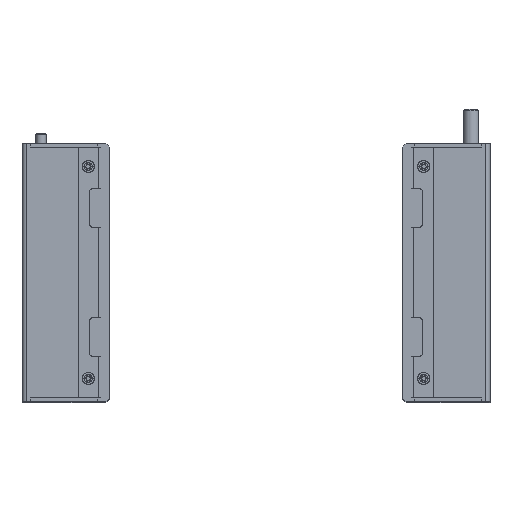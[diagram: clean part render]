
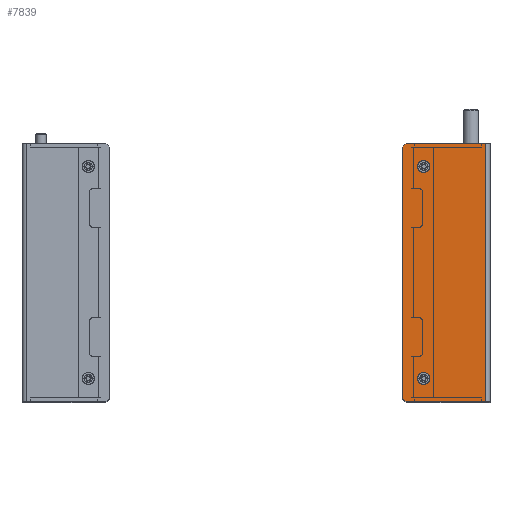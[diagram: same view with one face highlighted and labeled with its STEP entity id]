
A CAD part, top view. The second image highlights one B-rep face of the part: STEP entity #7839.
In plain terms, the highlighted planar face has unit normal (0, 0, 1).
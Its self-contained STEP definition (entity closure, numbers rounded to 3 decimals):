
#271 = AXIS2_PLACEMENT_3D ( 'NONE', #9240, #1743, #5425 ) ;
#298 = VECTOR ( 'NONE', #3750, 1000. ) ;
#469 = AXIS2_PLACEMENT_3D ( 'NONE', #5887, #7563, #7677 ) ;
#728 = EDGE_CURVE ( 'NONE', #5603, #9265, #7130, .T. ) ;
#1028 = CARTESIAN_POINT ( 'NONE',  ( -34., 100., 34. ) ) ;
#1389 = DIRECTION ( 'NONE',  ( -1., 0., 0. ) ) ;
#1406 = CIRCLE ( 'NONE', #7842, 4.5 ) ;
#1447 = CARTESIAN_POINT ( 'NONE',  ( -21.85, 82., 34. ) ) ;
#1483 = CARTESIAN_POINT ( 'NONE',  ( -12.85, -82., 34. ) ) ;
#1680 = VECTOR ( 'NONE', #4758, 1000. ) ;
#1743 = DIRECTION ( 'NONE',  ( 0., 0., -1. ) ) ;
#1764 = DIRECTION ( 'NONE',  ( 0., 0., -1. ) ) ;
#1894 = AXIS2_PLACEMENT_3D ( 'NONE', #1028, #11262, #2059 ) ;
#1998 = CARTESIAN_POINT ( 'NONE',  ( 30.6, 100., 34. ) ) ;
#2012 = ORIENTED_EDGE ( 'NONE', *, *, #2674, .T. ) ;
#2059 = DIRECTION ( 'NONE',  ( -1., 0., 0. ) ) ;
#2631 = DIRECTION ( 'NONE',  ( 1., 0., 0. ) ) ;
#2674 = EDGE_CURVE ( 'NONE', #7025, #8042, #7532, .T. ) ;
#3122 = EDGE_CURVE ( 'NONE', #10483, #9192, #6636, .T. ) ;
#3398 = CARTESIAN_POINT ( 'NONE',  ( -21.85, -82., 34. ) ) ;
#3411 = ORIENTED_EDGE ( 'NONE', *, *, #728, .T. ) ;
#3441 = LINE ( 'NONE', #1998, #8339 ) ;
#3566 = DIRECTION ( 'NONE',  ( -1., 0., 0. ) ) ;
#3750 = DIRECTION ( 'NONE',  ( -0.707, -0.707, 0. ) ) ;
#3919 = LINE ( 'NONE', #5349, #5644 ) ;
#3949 = ORIENTED_EDGE ( 'NONE', *, *, #6577, .T. ) ;
#4119 = LINE ( 'NONE', #4871, #1680 ) ;
#4190 = CIRCLE ( 'NONE', #6329, 4.5 ) ;
#4298 = CARTESIAN_POINT ( 'NONE',  ( -34., 100., 34. ) ) ;
#4492 = VECTOR ( 'NONE', #2631, 1000. ) ;
#4738 = VERTEX_POINT ( 'NONE', #5929 ) ;
#4758 = DIRECTION ( 'NONE',  ( 1., 0., 0. ) ) ;
#4871 = CARTESIAN_POINT ( 'NONE',  ( -34., 100., 34. ) ) ;
#4904 = ORIENTED_EDGE ( 'NONE', *, *, #9008, .F. ) ;
#5074 = ORIENTED_EDGE ( 'NONE', *, *, #3122, .T. ) ;
#5152 = FACE_OUTER_BOUND ( 'NONE', #10962, .T. ) ;
#5243 = EDGE_LOOP ( 'NONE', ( #3949, #6571 ) ) ;
#5349 = CARTESIAN_POINT ( 'NONE',  ( -31., -100., 34. ) ) ;
#5425 = DIRECTION ( 'NONE',  ( -1., 0., 0. ) ) ;
#5603 = VERTEX_POINT ( 'NONE', #1483 ) ;
#5644 = VECTOR ( 'NONE', #10990, 1000. ) ;
#5744 = ORIENTED_EDGE ( 'NONE', *, *, #7116, .F. ) ;
#5887 = CARTESIAN_POINT ( 'NONE',  ( -17.35, 82., 34. ) ) ;
#5929 = CARTESIAN_POINT ( 'NONE',  ( 30.6, 100., 34. ) ) ;
#6016 = EDGE_CURVE ( 'NONE', #7433, #6117, #4190, .T. ) ;
#6117 = VERTEX_POINT ( 'NONE', #6221 ) ;
#6221 = CARTESIAN_POINT ( 'NONE',  ( -12.85, 82., 34. ) ) ;
#6329 = AXIS2_PLACEMENT_3D ( 'NONE', #9636, #10487, #1389 ) ;
#6342 = CARTESIAN_POINT ( 'NONE',  ( -34., -100., 34. ) ) ;
#6571 = ORIENTED_EDGE ( 'NONE', *, *, #6016, .T. ) ;
#6577 = EDGE_CURVE ( 'NONE', #6117, #7433, #8752, .T. ) ;
#6636 = LINE ( 'NONE', #4298, #7806 ) ;
#7025 = VERTEX_POINT ( 'NONE', #10113 ) ;
#7116 = EDGE_CURVE ( 'NONE', #4738, #8042, #3441, .T. ) ;
#7130 = CIRCLE ( 'NONE', #271, 4.5 ) ;
#7249 = LINE ( 'NONE', #8387, #298 ) ;
#7370 = CARTESIAN_POINT ( 'NONE',  ( -31., 100., 34. ) ) ;
#7433 = VERTEX_POINT ( 'NONE', #1447 ) ;
#7532 = LINE ( 'NONE', #6342, #4492 ) ;
#7563 = DIRECTION ( 'NONE',  ( 0., 0., -1. ) ) ;
#7633 = FACE_BOUND ( 'NONE', #8329, .T. ) ;
#7677 = DIRECTION ( 'NONE',  ( -1., 0., 0. ) ) ;
#7759 = CARTESIAN_POINT ( 'NONE',  ( -34., 97., 34. ) ) ;
#7806 = VECTOR ( 'NONE', #11709, 1000. ) ;
#7839 = ADVANCED_FACE ( 'NONE', ( #7633, #7913, #5152 ), #9460, .F. ) ;
#7842 = AXIS2_PLACEMENT_3D ( 'NONE', #9064, #1764, #3566 ) ;
#7913 = FACE_BOUND ( 'NONE', #5243, .T. ) ;
#7923 = ORIENTED_EDGE ( 'NONE', *, *, #11812, .T. ) ;
#8042 = VERTEX_POINT ( 'NONE', #11338 ) ;
#8329 = EDGE_LOOP ( 'NONE', ( #3411, #10212 ) ) ;
#8339 = VECTOR ( 'NONE', #9402, 1000. ) ;
#8387 = CARTESIAN_POINT ( 'NONE',  ( -34., 97., 34. ) ) ;
#8441 = VERTEX_POINT ( 'NONE', #7370 ) ;
#8582 = ORIENTED_EDGE ( 'NONE', *, *, #11695, .T. ) ;
#8752 = CIRCLE ( 'NONE', #469, 4.5 ) ;
#9008 = EDGE_CURVE ( 'NONE', #8441, #4738, #4119, .T. ) ;
#9064 = CARTESIAN_POINT ( 'NONE',  ( -17.35, -82., 34. ) ) ;
#9192 = VERTEX_POINT ( 'NONE', #11407 ) ;
#9240 = CARTESIAN_POINT ( 'NONE',  ( -17.35, -82., 34. ) ) ;
#9265 = VERTEX_POINT ( 'NONE', #3398 ) ;
#9402 = DIRECTION ( 'NONE',  ( 0., -1., 0. ) ) ;
#9460 = PLANE ( 'NONE',  #1894 ) ;
#9636 = CARTESIAN_POINT ( 'NONE',  ( -17.35, 82., 34. ) ) ;
#10113 = CARTESIAN_POINT ( 'NONE',  ( -31., -100., 34. ) ) ;
#10212 = ORIENTED_EDGE ( 'NONE', *, *, #10706, .T. ) ;
#10483 = VERTEX_POINT ( 'NONE', #7759 ) ;
#10487 = DIRECTION ( 'NONE',  ( 0., 0., -1. ) ) ;
#10706 = EDGE_CURVE ( 'NONE', #9265, #5603, #1406, .T. ) ;
#10962 = EDGE_LOOP ( 'NONE', ( #5074, #8582, #2012, #5744, #4904, #7923 ) ) ;
#10990 = DIRECTION ( 'NONE',  ( 0.707, -0.707, 0. ) ) ;
#11262 = DIRECTION ( 'NONE',  ( 0., 0., -1. ) ) ;
#11338 = CARTESIAN_POINT ( 'NONE',  ( 30.6, -100., 34. ) ) ;
#11407 = CARTESIAN_POINT ( 'NONE',  ( -34., -97., 34. ) ) ;
#11695 = EDGE_CURVE ( 'NONE', #9192, #7025, #3919, .T. ) ;
#11709 = DIRECTION ( 'NONE',  ( 0., -1., 0. ) ) ;
#11812 = EDGE_CURVE ( 'NONE', #8441, #10483, #7249, .T. ) ;
